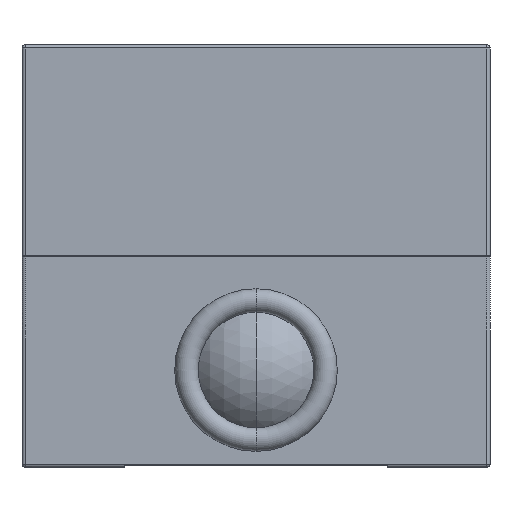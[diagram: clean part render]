
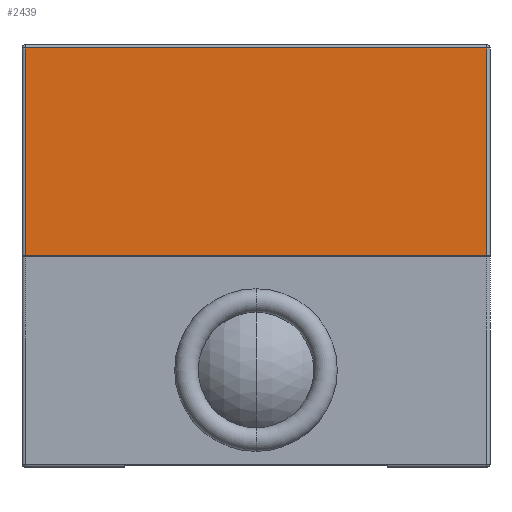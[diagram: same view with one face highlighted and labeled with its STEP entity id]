
A CAD part, front view. The second image highlights one B-rep face of the part: STEP entity #2439.
In plain terms, the highlighted planar face has unit normal (0, -1, 0).
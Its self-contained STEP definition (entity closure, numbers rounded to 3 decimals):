
#447 = VECTOR ( 'NONE', #5558, 1000. ) ;
#630 = ORIENTED_EDGE ( 'NONE', *, *, #1323, .T. ) ;
#692 = CARTESIAN_POINT ( 'NONE',  ( -36., -55.25, 32. ) ) ;
#706 = CARTESIAN_POINT ( 'NONE',  ( 35.5, -55.25, 32. ) ) ;
#1026 = VERTEX_POINT ( 'NONE', #706 ) ;
#1082 = LINE ( 'NONE', #2887, #5520 ) ;
#1323 = EDGE_CURVE ( 'NONE', #1026, #3573, #1658, .T. ) ;
#1383 = DIRECTION ( 'NONE',  ( 0., 1., 0. ) ) ;
#1416 = AXIS2_PLACEMENT_3D ( 'NONE', #3640, #1383, #4550 ) ;
#1524 = DIRECTION ( 'NONE',  ( 0., 0., 1. ) ) ;
#1658 = LINE ( 'NONE', #692, #447 ) ;
#1976 = VERTEX_POINT ( 'NONE', #2678 ) ;
#2244 = VERTEX_POINT ( 'NONE', #4623 ) ;
#2245 = LINE ( 'NONE', #2296, #4507 ) ;
#2296 = CARTESIAN_POINT ( 'NONE',  ( -35.5, -55.25, 32.5 ) ) ;
#2439 = ADVANCED_FACE ( 'NONE', ( #2720 ), #3198, .F. ) ;
#2678 = CARTESIAN_POINT ( 'NONE',  ( -35.5, -55.25, 0.1 ) ) ;
#2720 = FACE_OUTER_BOUND ( 'NONE', #5004, .T. ) ;
#2887 = CARTESIAN_POINT ( 'NONE',  ( 35.5, -55.25, 32.5 ) ) ;
#3043 = EDGE_CURVE ( 'NONE', #1976, #2244, #4206, .T. ) ;
#3198 = PLANE ( 'NONE',  #1416 ) ;
#3213 = DIRECTION ( 'NONE',  ( 0., 0., -1. ) ) ;
#3379 = ORIENTED_EDGE ( 'NONE', *, *, #3789, .T. ) ;
#3553 = ORIENTED_EDGE ( 'NONE', *, *, #3043, .T. ) ;
#3573 = VERTEX_POINT ( 'NONE', #3938 ) ;
#3598 = CARTESIAN_POINT ( 'NONE',  ( -36., -55.25, 0.1 ) ) ;
#3640 = CARTESIAN_POINT ( 'NONE',  ( -36., -55.25, 32.5 ) ) ;
#3789 = EDGE_CURVE ( 'NONE', #3573, #1976, #2245, .T. ) ;
#3938 = CARTESIAN_POINT ( 'NONE',  ( -35.5, -55.25, 32. ) ) ;
#3939 = EDGE_CURVE ( 'NONE', #2244, #1026, #1082, .T. ) ;
#4059 = DIRECTION ( 'NONE',  ( 1., 0., 0. ) ) ;
#4206 = LINE ( 'NONE', #3598, #5055 ) ;
#4279 = ORIENTED_EDGE ( 'NONE', *, *, #3939, .T. ) ;
#4507 = VECTOR ( 'NONE', #3213, 1000. ) ;
#4550 = DIRECTION ( 'NONE',  ( -1., 0., 0. ) ) ;
#4623 = CARTESIAN_POINT ( 'NONE',  ( 35.5, -55.25, 0.1 ) ) ;
#5004 = EDGE_LOOP ( 'NONE', ( #3553, #4279, #630, #3379 ) ) ;
#5055 = VECTOR ( 'NONE', #4059, 1000. ) ;
#5520 = VECTOR ( 'NONE', #1524, 1000. ) ;
#5558 = DIRECTION ( 'NONE',  ( -1., 0., 0. ) ) ;
